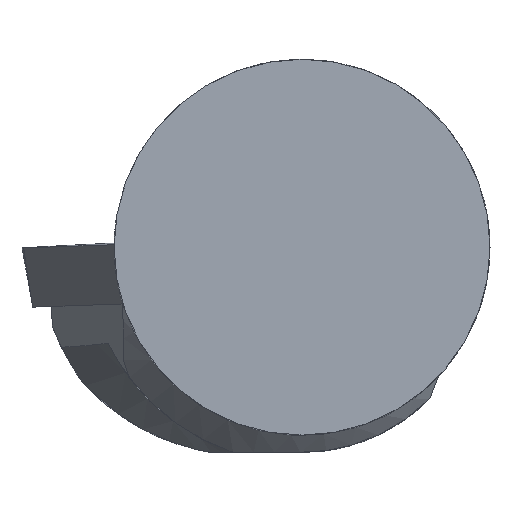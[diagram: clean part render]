
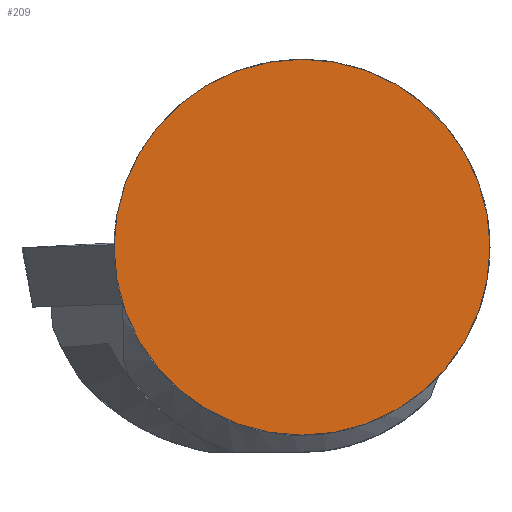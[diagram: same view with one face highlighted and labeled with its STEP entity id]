
A CAD part, top view. The second image highlights one B-rep face of the part: STEP entity #209.
In plain terms, the highlighted planar face has unit normal (0, 0, 1).
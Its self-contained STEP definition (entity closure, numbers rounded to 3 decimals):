
#144=CIRCLE('',#907,10.);
#209=ADVANCED_FACE('',(#271),#242,.T.);
#242=PLANE('',#923);
#271=FACE_OUTER_BOUND('',#304,.T.);
#304=EDGE_LOOP('',(#470));
#470=ORIENTED_EDGE('',*,*,#669,.F.);
#593=VERTEX_POINT('',#1351);
#669=EDGE_CURVE('',#593,#593,#144,.T.);
#907=AXIS2_PLACEMENT_3D('',#1350,#1039,#1040);
#923=AXIS2_PLACEMENT_3D('',#1503,#1078,#1079);
#1039=DIRECTION('',(0.,0.,-1.));
#1040=DIRECTION('',(1.,0.,0.));
#1078=DIRECTION('',(0.,0.,1.));
#1079=DIRECTION('',(1.,0.,0.));
#1350=CARTESIAN_POINT('',(0.,0.,0.));
#1351=CARTESIAN_POINT('',(10.,0.,0.));
#1503=CARTESIAN_POINT('',(0.,0.,0.));
